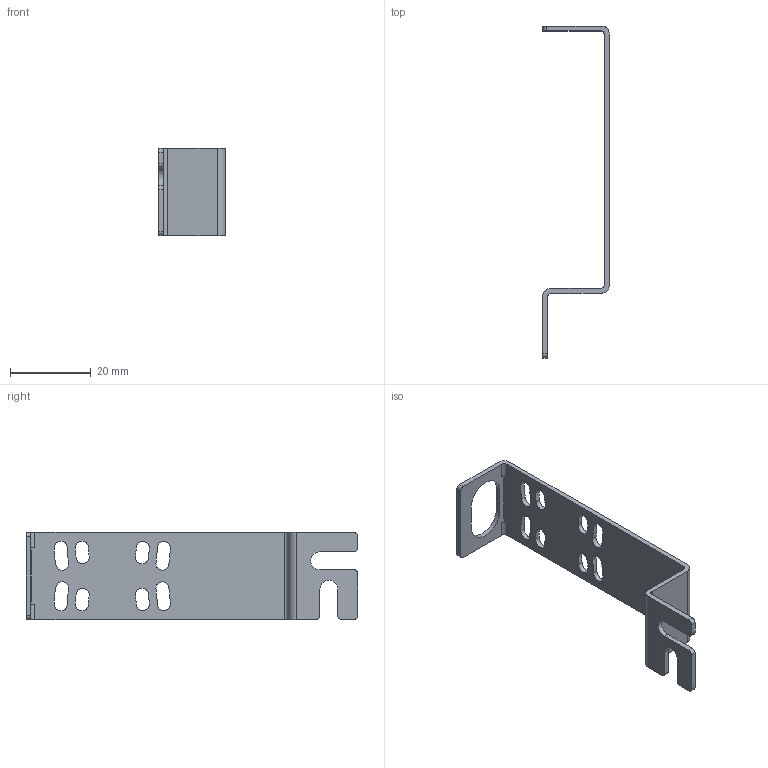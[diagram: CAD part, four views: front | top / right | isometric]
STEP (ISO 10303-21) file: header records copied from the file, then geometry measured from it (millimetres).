
FILE_DESCRIPTION((''),'2;1');
FILE_NAME('DB008131_OMH-R10X-01_SW0002','2015-11-27T',('hhuscher'),(''),'PRO/ENGINEER BY PARAMETRIC TECHNOLOGY CORPORATION, 2013050','PRO/ENGINEER BY PARAMETRIC TECHNOLOGY CORPORATION, 2013050','');
FILE_SCHEMA(('CONFIG_CONTROL_DESIGN'));
Length unit declared in the file: millimetre
Products named in the file (1): DB008131_OMH-R10X-01_SW0002
Bounding box: 16.5 x 82 x 21.5 mm (x, y, z)
Surface area: 4585.5 mm2 (no closed solid volume)
Topology: 0 solids, 1 shells, 75 faces, 232 edges, 154 vertices
Faces by surface type: cylinder 53, plane 22
Entity records: 2771 total; most frequent: CARTESIAN_POINT 495, DIRECTION 482, ORIENTED_EDGE 450, EDGE_CURVE 232, AXIS2_PLACEMENT_3D 181, VERTEX_POINT 154, VECTOR 120, LINE 120
